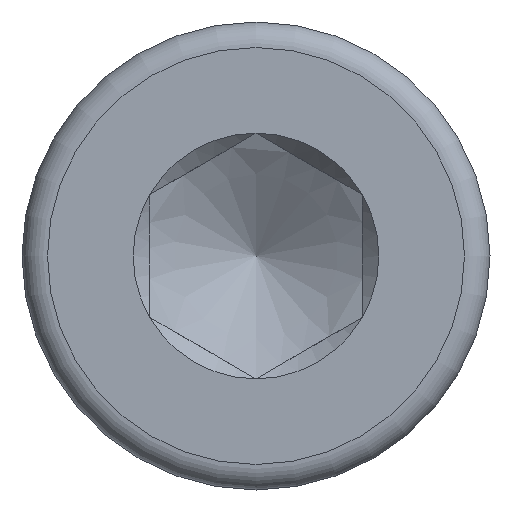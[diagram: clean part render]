
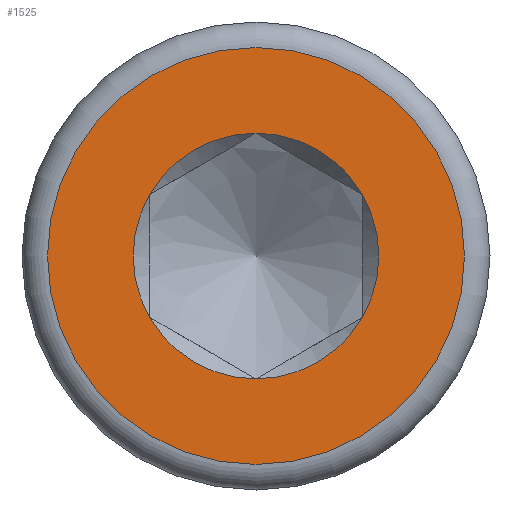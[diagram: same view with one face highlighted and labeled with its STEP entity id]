
A CAD part, left-side view. The second image highlights one B-rep face of the part: STEP entity #1525.
In plain terms, the highlighted planar face has unit normal (-1, 0, 0).
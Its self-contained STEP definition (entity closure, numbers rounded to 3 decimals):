
#16=FACE_BOUND('',#218,.T.);
#47=PLANE('',#1642);
#128=FACE_OUTER_BOUND('',#217,.T.);
#217=EDGE_LOOP('',(#1339));
#218=EDGE_LOOP('',(#1340,#1341,#1342,#1343,#1344,#1345));
#247=CIRCLE('',#1641,2.45);
#248=CIRCLE('',#1643,1.443);
#249=CIRCLE('',#1644,1.443);
#250=CIRCLE('',#1645,1.443);
#251=CIRCLE('',#1646,1.443);
#252=CIRCLE('',#1647,1.443);
#253=CIRCLE('',#1648,1.443);
#658=VERTEX_POINT('',#6176);
#659=VERTEX_POINT('',#6177);
#668=VERTEX_POINT('',#6213);
#669=VERTEX_POINT('',#6217);
#670=VERTEX_POINT('',#6219);
#671=VERTEX_POINT('',#6221);
#672=VERTEX_POINT('',#6223);
#892=EDGE_CURVE('',#668,#668,#247,.T.);
#893=EDGE_CURVE('',#659,#669,#248,.T.);
#894=EDGE_CURVE('',#669,#670,#249,.T.);
#895=EDGE_CURVE('',#670,#671,#250,.T.);
#896=EDGE_CURVE('',#671,#672,#251,.T.);
#897=EDGE_CURVE('',#672,#658,#252,.T.);
#898=EDGE_CURVE('',#658,#659,#253,.T.);
#1339=ORIENTED_EDGE('',*,*,#892,.F.);
#1340=ORIENTED_EDGE('',*,*,#893,.T.);
#1341=ORIENTED_EDGE('',*,*,#894,.T.);
#1342=ORIENTED_EDGE('',*,*,#895,.T.);
#1343=ORIENTED_EDGE('',*,*,#896,.T.);
#1344=ORIENTED_EDGE('',*,*,#897,.T.);
#1345=ORIENTED_EDGE('',*,*,#898,.T.);
#1525=ADVANCED_FACE('',(#128,#16),#47,.F.);
#1641=AXIS2_PLACEMENT_3D('',#6215,#1907,#1908);
#1642=AXIS2_PLACEMENT_3D('',#6216,#1909,#1910);
#1643=AXIS2_PLACEMENT_3D('',#6218,#1911,#1912);
#1644=AXIS2_PLACEMENT_3D('',#6220,#1913,#1914);
#1645=AXIS2_PLACEMENT_3D('',#6222,#1915,#1916);
#1646=AXIS2_PLACEMENT_3D('',#6224,#1917,#1918);
#1647=AXIS2_PLACEMENT_3D('',#6225,#1919,#1920);
#1648=AXIS2_PLACEMENT_3D('',#6226,#1921,#1922);
#1907=DIRECTION('center_axis',(1.,0.,0.));
#1908=DIRECTION('ref_axis',(0.,0.,-1.));
#1909=DIRECTION('center_axis',(1.,0.,0.));
#1910=DIRECTION('ref_axis',(0.,0.,-1.));
#1911=DIRECTION('center_axis',(1.,0.,0.));
#1912=DIRECTION('ref_axis',(0.,0.,-1.));
#1913=DIRECTION('center_axis',(1.,0.,0.));
#1914=DIRECTION('ref_axis',(0.,0.,-1.));
#1915=DIRECTION('center_axis',(1.,0.,0.));
#1916=DIRECTION('ref_axis',(0.,0.,-1.));
#1917=DIRECTION('center_axis',(1.,0.,0.));
#1918=DIRECTION('ref_axis',(0.,0.,-1.));
#1919=DIRECTION('center_axis',(1.,0.,0.));
#1920=DIRECTION('ref_axis',(0.,0.,-1.));
#1921=DIRECTION('center_axis',(1.,0.,0.));
#1922=DIRECTION('ref_axis',(0.,0.,-1.));
#6176=CARTESIAN_POINT('',(-3.,0.,1.443));
#6177=CARTESIAN_POINT('',(-3.,-1.25,0.722));
#6213=CARTESIAN_POINT('',(-3.,0.,2.45));
#6215=CARTESIAN_POINT('Origin',(-3.,0.,0.));
#6216=CARTESIAN_POINT('Origin',(-3.,1.443,0.));
#6217=CARTESIAN_POINT('',(-3.,-1.25,-0.722));
#6218=CARTESIAN_POINT('Origin',(-3.,0.,0.));
#6219=CARTESIAN_POINT('',(-3.,0.,-1.443));
#6220=CARTESIAN_POINT('Origin',(-3.,0.,0.));
#6221=CARTESIAN_POINT('',(-3.,1.25,-0.722));
#6222=CARTESIAN_POINT('Origin',(-3.,0.,0.));
#6223=CARTESIAN_POINT('',(-3.,1.25,0.722));
#6224=CARTESIAN_POINT('Origin',(-3.,0.,0.));
#6225=CARTESIAN_POINT('Origin',(-3.,0.,0.));
#6226=CARTESIAN_POINT('Origin',(-3.,0.,0.));
